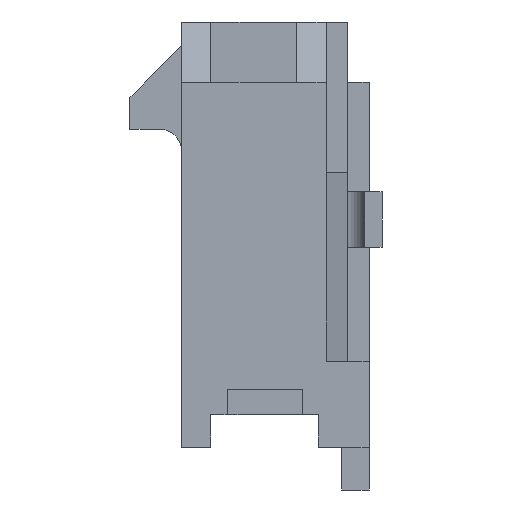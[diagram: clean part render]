
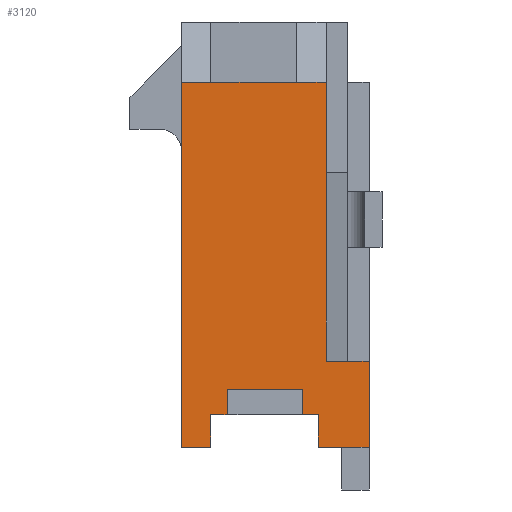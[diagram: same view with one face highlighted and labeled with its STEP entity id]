
A CAD part, left-side view. The second image highlights one B-rep face of the part: STEP entity #3120.
In plain terms, the highlighted planar face has unit normal (-1, 0, 0).
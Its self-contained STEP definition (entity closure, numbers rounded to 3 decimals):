
#1=DIRECTION('',(0.,0.,-1.));
#2=VECTOR('',#1,2.1);
#3=CARTESIAN_POINT('',(-9.32,-1.435,3.55));
#4=LINE('',#3,#2);
#5=DIRECTION('',(0.,0.,-1.));
#6=VECTOR('',#5,4.4);
#7=CARTESIAN_POINT('',(-9.32,-1.435,1.45));
#8=LINE('',#7,#6);
#9=DIRECTION('',(0.,0.,-1.));
#10=VECTOR('',#9,2.);
#11=CARTESIAN_POINT('',(-9.32,-2.435,-2.95));
#12=LINE('',#11,#10);
#13=DIRECTION('',(0.,1.,0.));
#14=VECTOR('',#13,1.185);
#15=CARTESIAN_POINT('',(-9.32,-2.435,-4.95));
#16=LINE('',#15,#14);
#17=DIRECTION('',(0.,0.,1.));
#18=VECTOR('',#17,0.75);
#19=CARTESIAN_POINT('',(-9.32,-1.25,-4.95));
#20=LINE('',#19,#18);
#21=DIRECTION('',(0.,1.,0.));
#22=VECTOR('',#21,0.375);
#23=CARTESIAN_POINT('',(-9.32,-1.25,-4.2));
#24=LINE('',#23,#22);
#25=DIRECTION('',(0.,0.,-1.));
#26=VECTOR('',#25,0.6);
#27=CARTESIAN_POINT('',(-9.32,-0.875,-3.6));
#28=LINE('',#27,#26);
#29=DIRECTION('',(0.,-1.,0.));
#30=VECTOR('',#29,1.75);
#31=CARTESIAN_POINT('',(-9.32,0.875,-3.6));
#32=LINE('',#31,#30);
#33=DIRECTION('',(0.,0.,1.));
#34=VECTOR('',#33,0.6);
#35=CARTESIAN_POINT('',(-9.32,0.875,-4.2));
#36=LINE('',#35,#34);
#37=DIRECTION('',(0.,1.,0.));
#38=VECTOR('',#37,0.375);
#39=CARTESIAN_POINT('',(-9.32,0.875,-4.2));
#40=LINE('',#39,#38);
#41=DIRECTION('',(0.,0.,-1.));
#42=VECTOR('',#41,0.75);
#43=CARTESIAN_POINT('',(-9.32,1.25,-4.2));
#44=LINE('',#43,#42);
#45=DIRECTION('',(0.,1.,0.));
#46=VECTOR('',#45,0.685);
#47=CARTESIAN_POINT('',(-9.32,1.25,-4.95));
#48=LINE('',#47,#46);
#49=DIRECTION('',(0.,0.,1.));
#50=VECTOR('',#49,8.5);
#51=CARTESIAN_POINT('',(-9.32,1.935,-4.95));
#52=LINE('',#51,#50);
#53=DIRECTION('',(0.,-1.,0.));
#54=VECTOR('',#53,0.68);
#55=CARTESIAN_POINT('',(-9.32,1.935,3.55));
#56=LINE('',#55,#54);
#57=DIRECTION('',(0.,1.,0.));
#58=VECTOR('',#57,2.);
#59=CARTESIAN_POINT('',(-9.32,-0.745,3.55));
#60=LINE('',#59,#58);
#61=DIRECTION('',(0.,-1.,0.));
#62=VECTOR('',#61,0.69);
#63=CARTESIAN_POINT('',(-9.32,-0.745,3.55));
#64=LINE('',#63,#62);
#285=DIRECTION('',(0.,1.,0.));
#286=VECTOR('',#285,1.);
#287=CARTESIAN_POINT('',(-9.32,-2.435,-2.95));
#288=LINE('',#287,#286);
#2323=CARTESIAN_POINT('',(-9.32,-2.435,-2.95));
#2324=CARTESIAN_POINT('',(-9.32,-2.435,-4.95));
#2325=VERTEX_POINT('',#2323);
#2326=VERTEX_POINT('',#2324);
#2327=CARTESIAN_POINT('',(-9.32,-1.25,-4.95));
#2328=VERTEX_POINT('',#2327);
#2336=CARTESIAN_POINT('',(-9.32,1.935,3.55));
#2338=VERTEX_POINT('',#2336);
#2343=CARTESIAN_POINT('',(-9.32,1.935,-4.95));
#2344=VERTEX_POINT('',#2343);
#2367=CARTESIAN_POINT('',(-9.32,-1.25,-4.2));
#2368=VERTEX_POINT('',#2367);
#2369=CARTESIAN_POINT('',(-9.32,1.25,-4.2));
#2370=CARTESIAN_POINT('',(-9.32,1.25,-4.95));
#2371=VERTEX_POINT('',#2369);
#2372=VERTEX_POINT('',#2370);
#2393=CARTESIAN_POINT('',(-9.32,-1.435,-2.95));
#2394=VERTEX_POINT('',#2393);
#2399=CARTESIAN_POINT('',(-9.32,-0.745,3.55));
#2400=CARTESIAN_POINT('',(-9.32,1.255,3.55));
#2401=VERTEX_POINT('',#2399);
#2402=VERTEX_POINT('',#2400);
#2751=CARTESIAN_POINT('',(-9.32,0.875,-4.2));
#2752=CARTESIAN_POINT('',(-9.32,0.875,-3.6));
#2753=VERTEX_POINT('',#2751);
#2754=VERTEX_POINT('',#2752);
#2755=CARTESIAN_POINT('',(-9.32,-0.875,-3.6));
#2756=VERTEX_POINT('',#2755);
#2757=CARTESIAN_POINT('',(-9.32,-0.875,-4.2));
#2758=VERTEX_POINT('',#2757);
#2809=CARTESIAN_POINT('',(-9.32,-1.435,3.55));
#2810=CARTESIAN_POINT('',(-9.32,-1.435,1.45));
#2811=VERTEX_POINT('',#2809);
#2812=VERTEX_POINT('',#2810);
#3079=CARTESIAN_POINT('',(-9.32,0.,0.));
#3080=DIRECTION('',(1.,0.,0.));
#3081=DIRECTION('',(0.,0.,-1.));
#3082=AXIS2_PLACEMENT_3D('',#3079,#3080,#3081);
#3083=PLANE('',#3082);
#3085=ORIENTED_EDGE('',*,*,#3084,.T.);
#3087=ORIENTED_EDGE('',*,*,#3086,.T.);
#3089=ORIENTED_EDGE('',*,*,#3088,.F.);
#3091=ORIENTED_EDGE('',*,*,#3090,.T.);
#3093=ORIENTED_EDGE('',*,*,#3092,.T.);
#3095=ORIENTED_EDGE('',*,*,#3094,.T.);
#3097=ORIENTED_EDGE('',*,*,#3096,.T.);
#3099=ORIENTED_EDGE('',*,*,#3098,.F.);
#3101=ORIENTED_EDGE('',*,*,#3100,.F.);
#3103=ORIENTED_EDGE('',*,*,#3102,.F.);
#3105=ORIENTED_EDGE('',*,*,#3104,.T.);
#3107=ORIENTED_EDGE('',*,*,#3106,.T.);
#3109=ORIENTED_EDGE('',*,*,#3108,.T.);
#3111=ORIENTED_EDGE('',*,*,#3110,.T.);
#3113=ORIENTED_EDGE('',*,*,#3112,.T.);
#3115=ORIENTED_EDGE('',*,*,#3114,.F.);
#3117=ORIENTED_EDGE('',*,*,#3116,.T.);
#3118=EDGE_LOOP('',(#3085,#3087,#3089,#3091,#3093,#3095,#3097,#3099,#3101,#3103,
#3105,#3107,#3109,#3111,#3113,#3115,#3117));
#3119=FACE_OUTER_BOUND('',#3118,.F.);
#3120=ADVANCED_FACE('',(#3119),#3083,.F.);
#3084=EDGE_CURVE('',#2811,#2812,#4,.T.);
#3086=EDGE_CURVE('',#2812,#2394,#8,.T.);
#3088=EDGE_CURVE('',#2325,#2394,#288,.T.);
#3090=EDGE_CURVE('',#2325,#2326,#12,.T.);
#3092=EDGE_CURVE('',#2326,#2328,#16,.T.);
#3094=EDGE_CURVE('',#2328,#2368,#20,.T.);
#3096=EDGE_CURVE('',#2368,#2758,#24,.T.);
#3098=EDGE_CURVE('',#2756,#2758,#28,.T.);
#3100=EDGE_CURVE('',#2754,#2756,#32,.T.);
#3102=EDGE_CURVE('',#2753,#2754,#36,.T.);
#3104=EDGE_CURVE('',#2753,#2371,#40,.T.);
#3106=EDGE_CURVE('',#2371,#2372,#44,.T.);
#3108=EDGE_CURVE('',#2372,#2344,#48,.T.);
#3110=EDGE_CURVE('',#2344,#2338,#52,.T.);
#3112=EDGE_CURVE('',#2338,#2402,#56,.T.);
#3114=EDGE_CURVE('',#2401,#2402,#60,.T.);
#3116=EDGE_CURVE('',#2401,#2811,#64,.T.);
